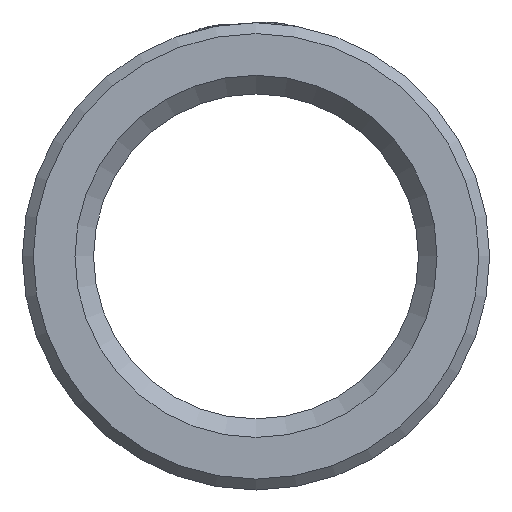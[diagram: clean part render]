
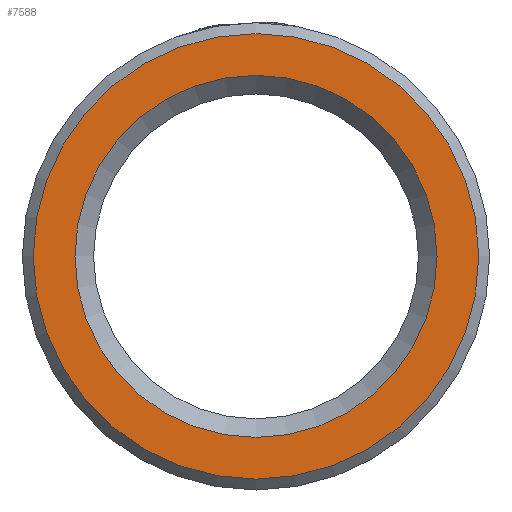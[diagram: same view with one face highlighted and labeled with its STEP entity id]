
A CAD part, left-side view. The second image highlights one B-rep face of the part: STEP entity #7588.
In plain terms, the highlighted planar face has unit normal (-1, 0, 0).
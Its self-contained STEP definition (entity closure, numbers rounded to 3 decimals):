
#114 = DIRECTION ( 'NONE',  ( 0., 0., -1. ) ) ;
#495 = DIRECTION ( 'NONE',  ( 0., 0., -1. ) ) ;
#599 = FACE_BOUND ( 'NONE', #2846, .T. ) ;
#1550 = AXIS2_PLACEMENT_3D ( 'NONE', #10297, #8412, #11377 ) ;
#1626 = CARTESIAN_POINT ( 'NONE',  ( 0., 0., -8.331 ) ) ;
#1791 = ORIENTED_EDGE ( 'NONE', *, *, #9341, .T. ) ;
#2846 = EDGE_LOOP ( 'NONE', ( #10386 ) ) ;
#3344 = DIRECTION ( 'NONE',  ( 1., 0., 0. ) ) ;
#3439 = VERTEX_POINT ( 'NONE', #1626 ) ;
#3479 = EDGE_LOOP ( 'NONE', ( #1791 ) ) ;
#3920 = EDGE_CURVE ( 'NONE', #3439, #3439, #8315, .T. ) ;
#3985 = CARTESIAN_POINT ( 'NONE',  ( 0., 0., 0. ) ) ;
#4849 = PLANE ( 'NONE',  #1550 ) ;
#5041 = AXIS2_PLACEMENT_3D ( 'NONE', #7343, #3344, #495 ) ;
#6109 = AXIS2_PLACEMENT_3D ( 'NONE', #3985, #7055, #114 ) ;
#7055 = DIRECTION ( 'NONE',  ( -1., 0., 0. ) ) ;
#7343 = CARTESIAN_POINT ( 'NONE',  ( 0., 0., 0. ) ) ;
#7563 = CARTESIAN_POINT ( 'NONE',  ( 0., 0., -10.25 ) ) ;
#7588 = ADVANCED_FACE ( 'NONE', ( #8783, #599 ), #4849, .F. ) ;
#8315 = CIRCLE ( 'NONE', #5041, 8.331 ) ;
#8412 = DIRECTION ( 'NONE',  ( 1., 0., 0. ) ) ;
#8601 = VERTEX_POINT ( 'NONE', #7563 ) ;
#8783 = FACE_OUTER_BOUND ( 'NONE', #3479, .T. ) ;
#9341 = EDGE_CURVE ( 'NONE', #8601, #8601, #11877, .T. ) ;
#10297 = CARTESIAN_POINT ( 'NONE',  ( 0., 0., 0. ) ) ;
#10386 = ORIENTED_EDGE ( 'NONE', *, *, #3920, .T. ) ;
#11377 = DIRECTION ( 'NONE',  ( 0., 0., -1. ) ) ;
#11877 = CIRCLE ( 'NONE', #6109, 10.25 ) ;
